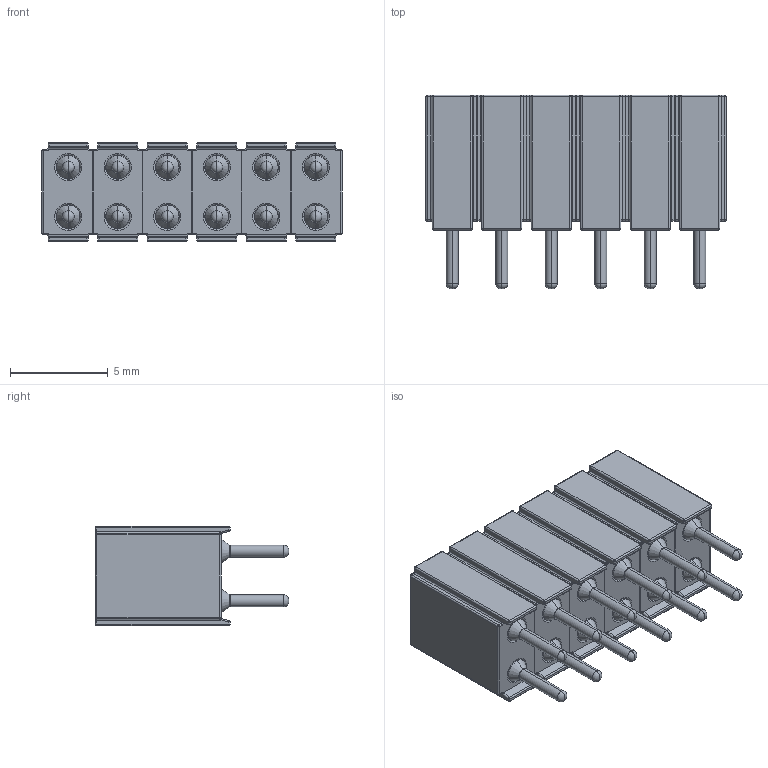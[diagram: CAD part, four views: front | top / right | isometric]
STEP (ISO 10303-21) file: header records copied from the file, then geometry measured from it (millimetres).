
FILE_DESCRIPTION (( 'STEP AP214' ), '1' );
FILE_NAME ('803-xx-012-10-004000.STEP', '2018-07-23T13:35:28', ( '' ), ( '' ), 'SwSTEP 2.0', 'SolidWorks 2014', '' );
FILE_SCHEMA (( 'AUTOMOTIVE_DESIGN' ));
Length unit declared in the file: millimetre
Products named in the file (2): 803-xx-002-10-004000; 803-xx-012-10-004000
Assembly tree (6 placements, depth 2):
  803-xx-012-10-004000
    803-xx-002-10-004000  x6
Bounding box: 15.4 x 9.92 x 5.08 mm (x, y, z)
Volume: 469.1 mm3; surface area: 1830.8 mm2
Topology: 30 solids, 30 shells, 2502 faces, 5838 edges, 3204 vertices
Faces by surface type: cylinder 600, bspline 564, torus 522, cone 312, plane 252, sphere 252
Entity records: 18059 total; most frequent: CARTESIAN_POINT 4729, DIRECTION 1858, ORIENTED_EDGE 1858, EDGE_CURVE 929, AXIS2_PLACEMENT_3D 831, VERTEX_POINT 526, CIRCLE 499, EDGE_LOOP 429
